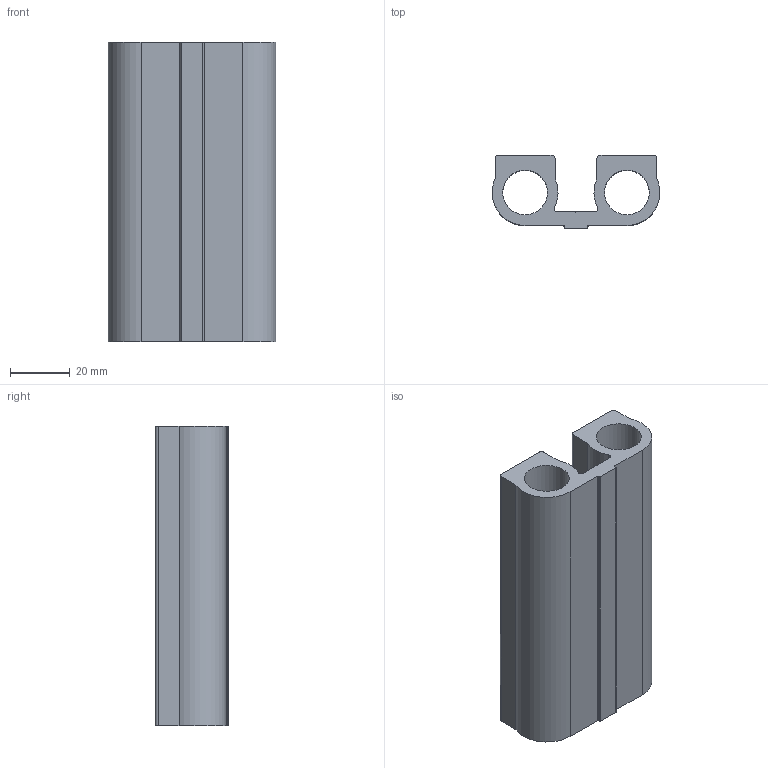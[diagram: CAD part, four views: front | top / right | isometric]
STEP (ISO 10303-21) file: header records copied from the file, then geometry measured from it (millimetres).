
FILE_DESCRIPTION(/* description */ ('PROFILO X PROTEZIONI '),/* implementation_level */ '2;1');
FILE_NAME(/* name */ 'BPRDD0000429.stp',/* time_stamp */ '2017-07-14T12:29:38+02:00',/* author */ ('fzagni'),/* organization */ (''),/* preprocessor_version */ 'ST-DEVELOPER v16.1',/* originating_system */ 'Autodesk Inventor 2016',/* authorisation */ '');
FILE_SCHEMA (('AUTOMOTIVE_DESIGN { 1 0 10303 214 3 1 1 }'));
Length unit declared in the file: millimetre
Products named in the file (1): DAAPR0001226
Bounding box: 55.95 x 24.5 x 100 mm (x, y, z)
Volume: 64672.7 mm3; surface area: 29325.6 mm2
Topology: 1 solids, 1 shells, 33 faces, 93 edges, 62 vertices
Faces by surface type: plane 17, cylinder 16
Full cylindrical faces by diameter (mm): 14.95 x2
Entity records: 1101 total; most frequent: DIRECTION 191, CARTESIAN_POINT 187, ORIENTED_EDGE 182, EDGE_CURVE 91, AXIS2_PLACEMENT_3D 66, VERTEX_POINT 62, LINE 59, VECTOR 59
